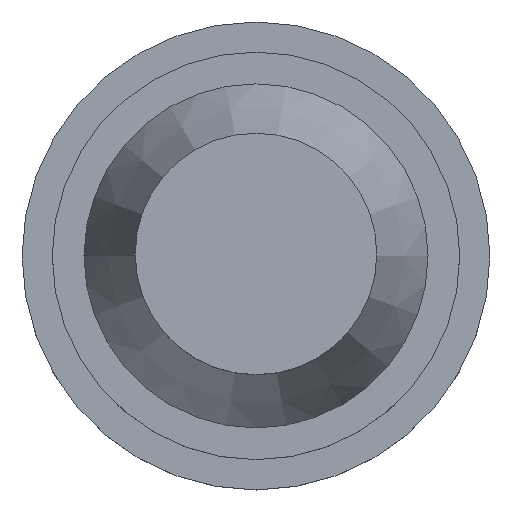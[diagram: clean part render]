
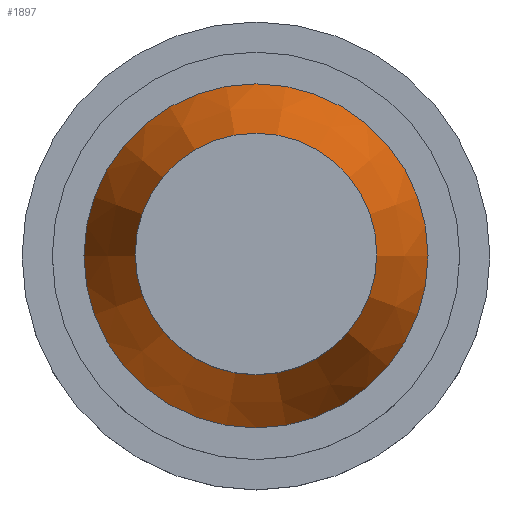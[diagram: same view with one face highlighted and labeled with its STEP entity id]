
A CAD part, top view. The second image highlights one B-rep face of the part: STEP entity #1897.
In plain terms, the highlighted conical face has half-angle 19.779 degrees and reference radius 17.1 mm.
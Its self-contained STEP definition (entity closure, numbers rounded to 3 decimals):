
#498=FACE_BOUND($,#747,.T.);
#606=FACE_OUTER_BOUND($,#746,.T.);
#746=EDGE_LOOP($,(#1678));
#747=EDGE_LOOP($,(#1679));
#789=CIRCLE($,#2007,7.75);
#790=CIRCLE($,#2009,17.1);
#962=VERTEX_POINT($,#3304);
#963=VERTEX_POINT($,#3307);
#1204=EDGE_CURVE($,#962,#962,#789,.T.);
#1205=EDGE_CURVE($,#963,#963,#790,.T.);
#1678=ORIENTED_EDGE($,*,*,#1205,.F.);
#1679=ORIENTED_EDGE($,*,*,#1204,.T.);
#1705=CONICAL_SURFACE($,#2008,17.1,19.779);
#1897=ADVANCED_FACE($,(#606,#498),#1705,.T.);
#2007=AXIS2_PLACEMENT_3D($,#3305,#2367,#2368);
#2008=AXIS2_PLACEMENT_3D($,#3306,#2369,#2370);
#2009=AXIS2_PLACEMENT_3D($,#3308,#2371,#2372);
#2367=DIRECTION('center_axis',(0.,0.,-1.));
#2368=DIRECTION('ref_axis',(-1.,0.,0.));
#2369=DIRECTION('center_axis',(0.,0.,-1.));
#2370=DIRECTION('ref_axis',(1.,0.,0.));
#2371=DIRECTION('center_axis',(0.,0.,-1.));
#2372=DIRECTION('ref_axis',(1.,0.,0.));
#3304=CARTESIAN_POINT('',(-7.75,0.,45.));
#3305=CARTESIAN_POINT('Origin',(0.,0.,45.));
#3306=CARTESIAN_POINT('Origin',(0.,0.,19.));
#3307=CARTESIAN_POINT('',(-17.1,0.,19.));
#3308=CARTESIAN_POINT('Origin',(0.,0.,19.));
